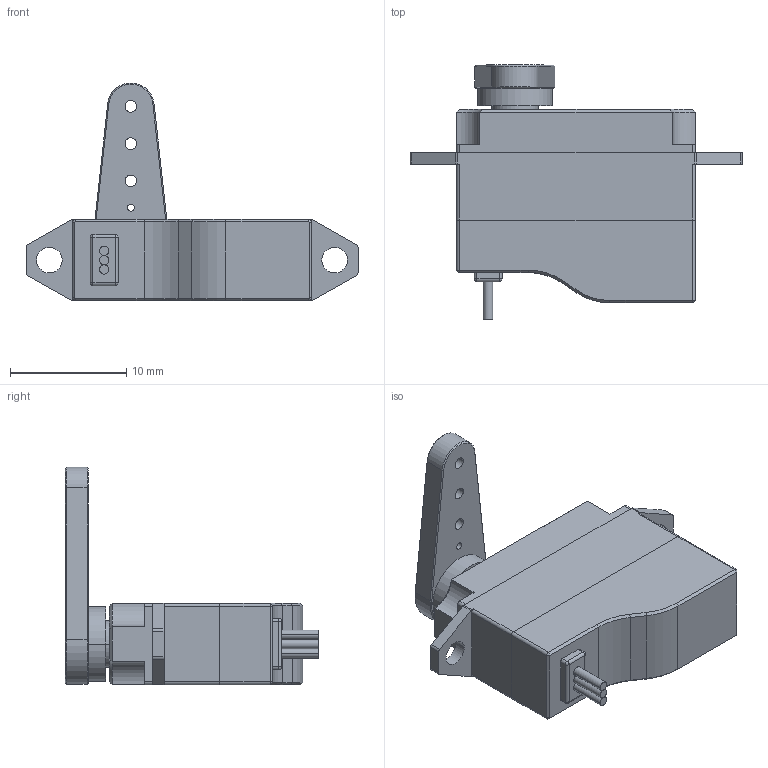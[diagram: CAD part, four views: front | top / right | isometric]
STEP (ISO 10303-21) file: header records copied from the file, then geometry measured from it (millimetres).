
FILE_DESCRIPTION(('Creo Elements/Direct Modeling STEP Export'),'2;1');
FILE_NAME('KST X06.stp','2021-03-14T14:51:40',(''),(''),'Creo Elements/Direct Modeling STEP processor for AP214 (Solid Model)','Creo Elements/Direct Modeling 20.3B 05-Dec-2020 (C) Parametric Technology GmbH','');
FILE_SCHEMA(('AUTOMOTIVE_DESIGN { 1 0 10303 214 1 1 1 1 }'));
Length unit declared in the file: millimetre
Products named in the file (3): KST06 Body; KST06_horn; KST X06
Assembly tree (2 placements, depth 2):
  KST X06
    KST06_horn
    KST06 Body
Bounding box: 28.5 x 21.8 x 18.69 mm (x, y, z)
Volume: 2440.1 mm3; surface area: 1625.5 mm2
Topology: 2 solids, 2 shells, 155 faces, 368 edges, 220 vertices
Faces by surface type: cylinder 68, plane 63, cone 20, sphere 4
Entity records: 4738 total; most frequent: CARTESIAN_POINT 775, ORIENTED_EDGE 732, DIRECTION 710, EDGE_CURVE 364, AXIS2_PLACEMENT_3D 259, VERTEX_POINT 220, VECTOR 192, LINE 192
